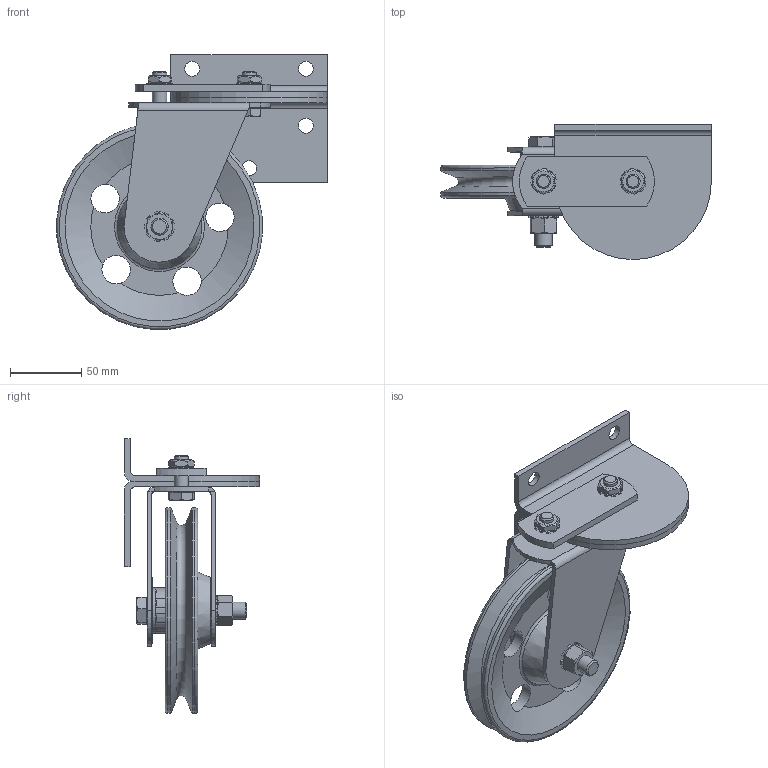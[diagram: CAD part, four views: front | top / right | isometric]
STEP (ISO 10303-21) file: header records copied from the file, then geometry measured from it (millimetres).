
FILE_DESCRIPTION(/* description */ (''),/* implementation_level */ '2;1');
FILE_NAME(/* name */ '4145F.stp',/* time_stamp */ '2019-09-04T13:36:42+02:00',/* author */ ('Giuliano'),/* organization */ (''),/* preprocessor_version */ 'ST-DEVELOPER v17.2',/* originating_system */ 'Autodesk Inventor 2019',/* authorisation */ '');
FILE_SCHEMA (('AUTOMOTIVE_DESIGN { 1 0 10303 214 3 1 1 }'));
Length unit declared in the file: millimetre
Products named in the file (1): Pièce1
Bounding box: 190.31 x 95 x 193.31 mm (x, y, z)
Volume: 407680.6 mm3; surface area: 180138.8 mm2
Topology: 24 solids, 24 shells, 490 faces, 1325 edges, 874 vertices
Faces by surface type: plane 224, cylinder 212, cone 49, torus 5
Full cylindrical faces by diameter (mm): 6 x9, 8.376 x2, 10 x2, 10.106 x1, 10.2 x8, 10.5 x5, 12 x1, 12.2 x2, 12.5 x1, 14.63 x2, 16.63 x1, 20 x5, 20.2 x1, 31.8 x1, 32.2 x1, 145 x2
Entity records: 16297 total; most frequent: CARTESIAN_POINT 2988, DIRECTION 2792, ORIENTED_EDGE 2650, EDGE_CURVE 1325, AXIS2_PLACEMENT_3D 1070, VERTEX_POINT 874, LINE 652, VECTOR 652
